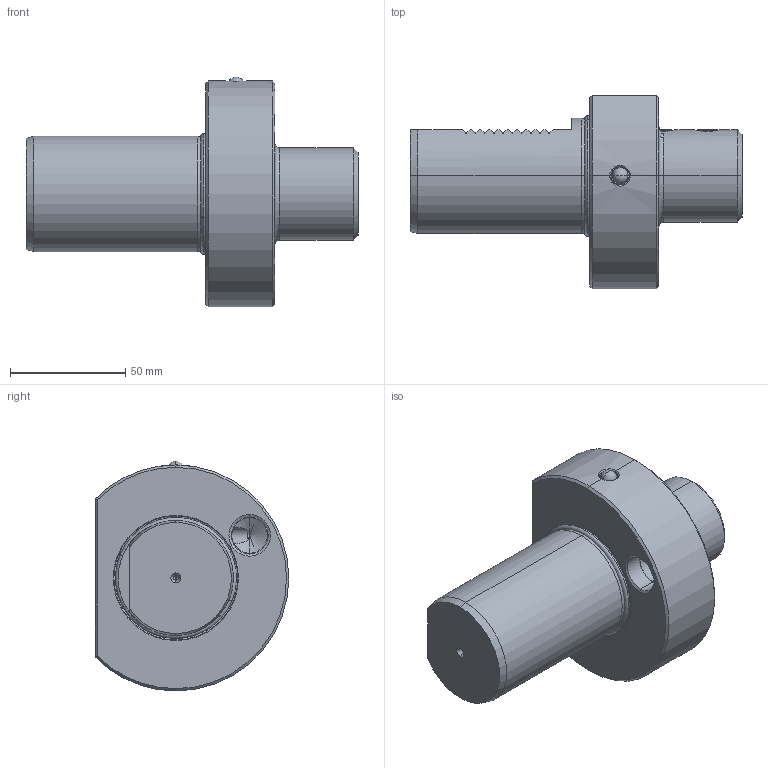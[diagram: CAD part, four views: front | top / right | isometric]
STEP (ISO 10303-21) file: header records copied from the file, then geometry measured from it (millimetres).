
FILE_DESCRIPTION (( 'STEP AP203' ), '1' );
FILE_NAME ('509.51.20.STEP', '2016-11-26T06:32:13', ( '' ), ( '' ), 'SwSTEP 2.0', 'SolidWorks 2012', '' );
FILE_SCHEMA (( 'CONFIG_CONTROL_DESIGN' ));
Length unit declared in the file: millimetre
Products named in the file (7): 管螺文螺絲; M10xP1x14 102-93-10; 509.51.20; O型環48.7; VDI50       E1_20; 8止水鉚珠; M10xP1x10 102-91-10
Assembly tree (6 placements, depth 2):
  509.51.20
    VDI50       E1_20
    8止水鉚珠
    M10xP1x10 102-91-10
    M10xP1x14 102-93-10
    O型環48.7
    管螺文螺絲
Bounding box: 144 x 84 x 99.7 mm (x, y, z)
Volume: 371376.5 mm3; surface area: 50454.8 mm2
Topology: 7 solids, 7 shells, 403 faces, 1055 edges, 658 vertices
Faces by surface type: cylinder 140, cone 139, plane 77, bspline 30, torus 15, sphere 2
Entity records: 35851 total; most frequent: CARTESIAN_POINT 26361, ORIENTED_EDGE 2084, DIRECTION 1565, EDGE_CURVE 1042, VERTEX_POINT 655, AXIS2_PLACEMENT_3D 592, EDGE_LOOP 417, FACE_OUTER_BOUND 403
